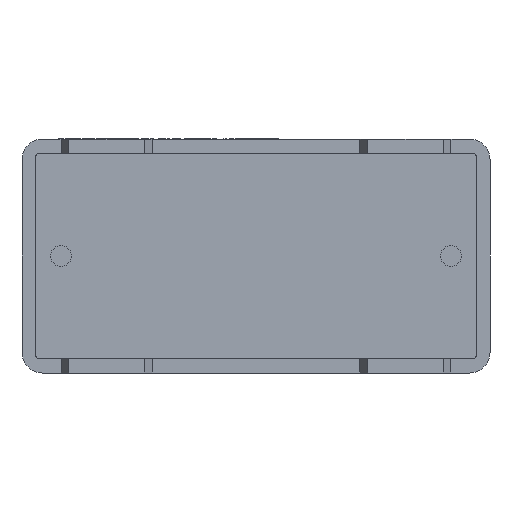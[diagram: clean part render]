
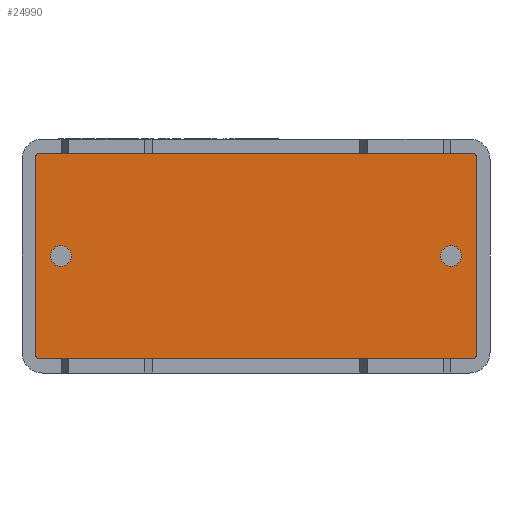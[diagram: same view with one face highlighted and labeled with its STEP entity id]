
A CAD part, front view. The second image highlights one B-rep face of the part: STEP entity #24990.
In plain terms, the highlighted planar face has unit normal (0, -1, 0).
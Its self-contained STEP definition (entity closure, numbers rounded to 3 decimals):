
#90 = CARTESIAN_POINT ( 'NONE',  ( 8.5, -8.3, -3.75 ) ) ;
#158 = CARTESIAN_POINT ( 'NONE',  ( 7.5, -8.3, 0. ) ) ;
#541 = FACE_BOUND ( 'NONE', #14571, .T. ) ;
#861 = CIRCLE ( 'NONE', #15425, 0.2 ) ;
#1067 = EDGE_CURVE ( 'NONE', #15847, #21692, #8062, .T. ) ;
#1431 = CARTESIAN_POINT ( 'NONE',  ( 7.5, -8.3, 0. ) ) ;
#1614 = DIRECTION ( 'NONE',  ( 0., -1., 0. ) ) ;
#1853 = ORIENTED_EDGE ( 'NONE', *, *, #2220, .F. ) ;
#1925 = EDGE_CURVE ( 'NONE', #11549, #2039, #5623, .T. ) ;
#1943 = ORIENTED_EDGE ( 'NONE', *, *, #16695, .T. ) ;
#2039 = VERTEX_POINT ( 'NONE', #16747 ) ;
#2076 = FACE_BOUND ( 'NONE', #13365, .T. ) ;
#2212 = DIRECTION ( 'NONE',  ( 0., 0., -1. ) ) ;
#2220 = EDGE_CURVE ( 'NONE', #16002, #15407, #6210, .T. ) ;
#2512 = EDGE_CURVE ( 'NONE', #23451, #21178, #22141, .T. ) ;
#2715 = AXIS2_PLACEMENT_3D ( 'NONE', #9339, #21151, #7348 ) ;
#3717 = CARTESIAN_POINT ( 'NONE',  ( -8.3, -8.3, 3.95 ) ) ;
#3760 = AXIS2_PLACEMENT_3D ( 'NONE', #158, #3849, #2212 ) ;
#3849 = DIRECTION ( 'NONE',  ( 0., -1., 0. ) ) ;
#4148 = DIRECTION ( 'NONE',  ( -1., 0., 0. ) ) ;
#4190 = LINE ( 'NONE', #11763, #24394 ) ;
#5154 = EDGE_LOOP ( 'NONE', ( #22951, #20802, #10688, #1943, #12870, #12830, #19078, #8163 ) ) ;
#5623 = LINE ( 'NONE', #23845, #15427 ) ;
#6060 = EDGE_CURVE ( 'NONE', #25104, #16726, #4190, .T. ) ;
#6113 = CARTESIAN_POINT ( 'NONE',  ( -8.3, -8.3, -3.95 ) ) ;
#6210 = CIRCLE ( 'NONE', #9341, 0.4 ) ;
#6363 = CARTESIAN_POINT ( 'NONE',  ( -8.5, -8.3, -3.75 ) ) ;
#6458 = CIRCLE ( 'NONE', #3760, 0.4 ) ;
#7069 = CARTESIAN_POINT ( 'NONE',  ( 8.5, -8.3, 3.75 ) ) ;
#7080 = CIRCLE ( 'NONE', #2715, 0.4 ) ;
#7097 = CARTESIAN_POINT ( 'NONE',  ( -7.5, -8.3, -0.4 ) ) ;
#7321 = CARTESIAN_POINT ( 'NONE',  ( -8.3, -8.3, -3.75 ) ) ;
#7348 = DIRECTION ( 'NONE',  ( 0., 0., -1. ) ) ;
#7369 = DIRECTION ( 'NONE',  ( 0., 0., -1. ) ) ;
#7402 = CIRCLE ( 'NONE', #13411, 0.2 ) ;
#8062 = LINE ( 'NONE', #14400, #22488 ) ;
#8163 = ORIENTED_EDGE ( 'NONE', *, *, #21745, .T. ) ;
#8190 = PLANE ( 'NONE',  #11219 ) ;
#9189 = CARTESIAN_POINT ( 'NONE',  ( 8.3, -8.3, -3.75 ) ) ;
#9312 = DIRECTION ( 'NONE',  ( 0., -1., 0. ) ) ;
#9339 = CARTESIAN_POINT ( 'NONE',  ( -7.5, -8.3, 0. ) ) ;
#9341 = AXIS2_PLACEMENT_3D ( 'NONE', #1431, #15294, #13136 ) ;
#10164 = DIRECTION ( 'NONE',  ( 1., 0., 0. ) ) ;
#10170 = CARTESIAN_POINT ( 'NONE',  ( 0., -8.3, 0. ) ) ;
#10376 = DIRECTION ( 'NONE',  ( 0., 0., 1. ) ) ;
#10653 = CARTESIAN_POINT ( 'NONE',  ( -7.5, -8.3, 0. ) ) ;
#10688 = ORIENTED_EDGE ( 'NONE', *, *, #1925, .T. ) ;
#11103 = VECTOR ( 'NONE', #24874, 1000. ) ;
#11219 = AXIS2_PLACEMENT_3D ( 'NONE', #10170, #11956, #16175 ) ;
#11293 = DIRECTION ( 'NONE',  ( 0., 0., -1. ) ) ;
#11549 = VERTEX_POINT ( 'NONE', #6113 ) ;
#11763 = CARTESIAN_POINT ( 'NONE',  ( -8.5, -8.3, 3.95 ) ) ;
#11771 = EDGE_CURVE ( 'NONE', #21178, #23451, #7080, .T. ) ;
#11859 = DIRECTION ( 'NONE',  ( 0., 0., -1. ) ) ;
#11956 = DIRECTION ( 'NONE',  ( 0., -1., 0. ) ) ;
#12830 = ORIENTED_EDGE ( 'NONE', *, *, #17939, .T. ) ;
#12870 = ORIENTED_EDGE ( 'NONE', *, *, #1067, .T. ) ;
#13136 = DIRECTION ( 'NONE',  ( 0., 0., -1. ) ) ;
#13350 = ORIENTED_EDGE ( 'NONE', *, *, #17495, .F. ) ;
#13365 = EDGE_LOOP ( 'NONE', ( #14749, #18198 ) ) ;
#13411 = AXIS2_PLACEMENT_3D ( 'NONE', #9189, #22880, #7369 ) ;
#14100 = CIRCLE ( 'NONE', #18064, 0.2 ) ;
#14400 = CARTESIAN_POINT ( 'NONE',  ( 8.5, -8.3, 3.95 ) ) ;
#14461 = CARTESIAN_POINT ( 'NONE',  ( 8.3, -8.3, 3.95 ) ) ;
#14571 = EDGE_LOOP ( 'NONE', ( #13350, #1853 ) ) ;
#14614 = AXIS2_PLACEMENT_3D ( 'NONE', #10653, #22111, #24154 ) ;
#14749 = ORIENTED_EDGE ( 'NONE', *, *, #2512, .F. ) ;
#15294 = DIRECTION ( 'NONE',  ( 0., -1., 0. ) ) ;
#15407 = VERTEX_POINT ( 'NONE', #23979 ) ;
#15425 = AXIS2_PLACEMENT_3D ( 'NONE', #7321, #9312, #24884 ) ;
#15427 = VECTOR ( 'NONE', #10164, 1000. ) ;
#15730 = CARTESIAN_POINT ( 'NONE',  ( 8.3, -8.3, 3.75 ) ) ;
#15847 = VERTEX_POINT ( 'NONE', #90 ) ;
#15908 = AXIS2_PLACEMENT_3D ( 'NONE', #15730, #21544, #11859 ) ;
#15935 = CIRCLE ( 'NONE', #15908, 0.2 ) ;
#16002 = VERTEX_POINT ( 'NONE', #20291 ) ;
#16093 = EDGE_CURVE ( 'NONE', #21502, #18406, #16321, .T. ) ;
#16175 = DIRECTION ( 'NONE',  ( 0., 0., -1. ) ) ;
#16321 = LINE ( 'NONE', #22591, #11103 ) ;
#16695 = EDGE_CURVE ( 'NONE', #2039, #15847, #7402, .T. ) ;
#16696 = CARTESIAN_POINT ( 'NONE',  ( -7.5, -8.3, 0.4 ) ) ;
#16726 = VERTEX_POINT ( 'NONE', #3717 ) ;
#16747 = CARTESIAN_POINT ( 'NONE',  ( 8.3, -8.3, -3.95 ) ) ;
#17495 = EDGE_CURVE ( 'NONE', #15407, #16002, #6458, .T. ) ;
#17939 = EDGE_CURVE ( 'NONE', #21692, #25104, #15935, .T. ) ;
#18064 = AXIS2_PLACEMENT_3D ( 'NONE', #25045, #1614, #11293 ) ;
#18198 = ORIENTED_EDGE ( 'NONE', *, *, #11771, .F. ) ;
#18406 = VERTEX_POINT ( 'NONE', #6363 ) ;
#19078 = ORIENTED_EDGE ( 'NONE', *, *, #6060, .T. ) ;
#19512 = EDGE_CURVE ( 'NONE', #18406, #11549, #861, .T. ) ;
#20291 = CARTESIAN_POINT ( 'NONE',  ( 7.5, -8.3, -0.4 ) ) ;
#20802 = ORIENTED_EDGE ( 'NONE', *, *, #19512, .T. ) ;
#21151 = DIRECTION ( 'NONE',  ( 0., -1., 0. ) ) ;
#21178 = VERTEX_POINT ( 'NONE', #7097 ) ;
#21502 = VERTEX_POINT ( 'NONE', #24371 ) ;
#21544 = DIRECTION ( 'NONE',  ( 0., -1., 0. ) ) ;
#21692 = VERTEX_POINT ( 'NONE', #7069 ) ;
#21745 = EDGE_CURVE ( 'NONE', #16726, #21502, #14100, .T. ) ;
#22111 = DIRECTION ( 'NONE',  ( 0., -1., 0. ) ) ;
#22141 = CIRCLE ( 'NONE', #14614, 0.4 ) ;
#22286 = FACE_OUTER_BOUND ( 'NONE', #5154, .T. ) ;
#22488 = VECTOR ( 'NONE', #10376, 1000. ) ;
#22591 = CARTESIAN_POINT ( 'NONE',  ( -8.5, -8.3, 3.95 ) ) ;
#22880 = DIRECTION ( 'NONE',  ( 0., -1., 0. ) ) ;
#22951 = ORIENTED_EDGE ( 'NONE', *, *, #16093, .T. ) ;
#23451 = VERTEX_POINT ( 'NONE', #16696 ) ;
#23845 = CARTESIAN_POINT ( 'NONE',  ( -8.5, -8.3, -3.95 ) ) ;
#23979 = CARTESIAN_POINT ( 'NONE',  ( 7.5, -8.3, 0.4 ) ) ;
#24154 = DIRECTION ( 'NONE',  ( 0., 0., -1. ) ) ;
#24371 = CARTESIAN_POINT ( 'NONE',  ( -8.5, -8.3, 3.75 ) ) ;
#24394 = VECTOR ( 'NONE', #4148, 1000. ) ;
#24874 = DIRECTION ( 'NONE',  ( 0., 0., -1. ) ) ;
#24884 = DIRECTION ( 'NONE',  ( 0., 0., -1. ) ) ;
#24990 = ADVANCED_FACE ( 'NONE', ( #541, #2076, #22286 ), #8190, .T. ) ;
#25045 = CARTESIAN_POINT ( 'NONE',  ( -8.3, -8.3, 3.75 ) ) ;
#25104 = VERTEX_POINT ( 'NONE', #14461 ) ;
